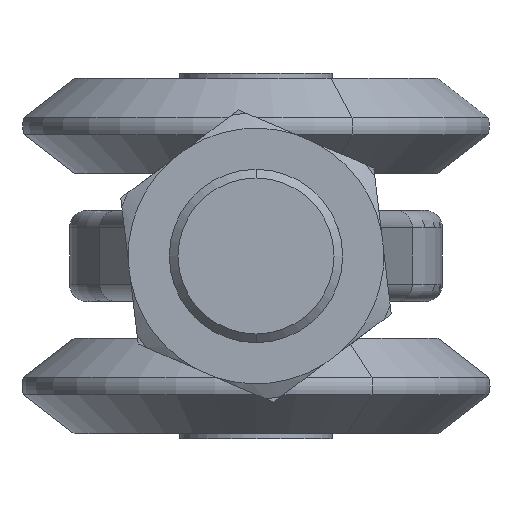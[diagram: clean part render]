
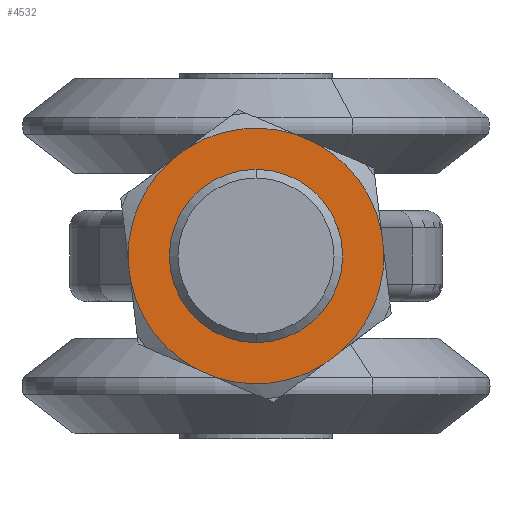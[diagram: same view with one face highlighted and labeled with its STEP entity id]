
A CAD part, front view. The second image highlights one B-rep face of the part: STEP entity #4532.
In plain terms, the highlighted planar face has unit normal (0, -1, 0).
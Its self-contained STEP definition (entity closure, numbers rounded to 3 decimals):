
#66 = CARTESIAN_POINT ( 'NONE',  ( 0., -119.5, 5.25 ) ) ;
#75 = CARTESIAN_POINT ( 'NONE',  ( 4.677, -119.5, 19.239 ) ) ;
#164 = EDGE_CURVE ( 'NONE', #3770, #5562, #3115, .T. ) ;
#179 = AXIS2_PLACEMENT_3D ( 'NONE', #4027, #5499, #6692 ) ;
#180 = AXIS2_PLACEMENT_3D ( 'NONE', #66, #5735, #1504 ) ;
#308 = DIRECTION ( 'NONE',  ( 0., 1., 0. ) ) ;
#419 = DIRECTION ( 'NONE',  ( -0.118, 0., 0.993 ) ) ;
#448 = ORIENTED_EDGE ( 'NONE', *, *, #1933, .F. ) ;
#515 = VECTOR ( 'NONE', #419, 1000. ) ;
#516 = CIRCLE ( 'NONE', #4988, 8.75 ) ;
#575 = ORIENTED_EDGE ( 'NONE', *, *, #4344, .F. ) ;
#678 = DIRECTION ( 'NONE',  ( -0.919, 0., 0.394 ) ) ;
#769 = DIRECTION ( 'NONE',  ( 0.118, 0., -0.993 ) ) ;
#793 = DIRECTION ( 'NONE',  ( 0., -1., 0. ) ) ;
#867 = LINE ( 'NONE', #1965, #515 ) ;
#876 = CARTESIAN_POINT ( 'NONE',  ( 14.453, -119.5, 8.194 ) ) ;
#1037 = CARTESIAN_POINT ( 'NONE',  ( -8.689, -119.5, 4.215 ) ) ;
#1049 = CIRCLE ( 'NONE', #180, 14.75 ) ;
#1070 = VECTOR ( 'NONE', #3151, 1000. ) ;
#1129 = DIRECTION ( 'NONE',  ( 0.919, 0., -0.394 ) ) ;
#1158 = CARTESIAN_POINT ( 'NONE',  ( -14.453, -119.5, 2.306 ) ) ;
#1194 = EDGE_CURVE ( 'NONE', #2851, #2711, #4456, .T. ) ;
#1305 = CARTESIAN_POINT ( 'NONE',  ( 2.008, -119.5, -11.605 ) ) ;
#1345 = ORIENTED_EDGE ( 'NONE', *, *, #3557, .F. ) ;
#1349 = CARTESIAN_POINT ( 'NONE',  ( 13.593, -119.5, 15.416 ) ) ;
#1367 = ORIENTED_EDGE ( 'NONE', *, *, #2425, .T. ) ;
#1430 = ORIENTED_EDGE ( 'NONE', *, *, #3711, .F. ) ;
#1504 = DIRECTION ( 'NONE',  ( 0.993, 0., 0.118 ) ) ;
#1509 = VERTEX_POINT ( 'NONE', #876 ) ;
#1540 = ORIENTED_EDGE ( 'NONE', *, *, #5325, .T. ) ;
#1594 = DIRECTION ( 'NONE',  ( 0., 1., 0. ) ) ;
#1666 = DIRECTION ( 'NONE',  ( 0.993, 0., 0.118 ) ) ;
#1697 = CARTESIAN_POINT ( 'NONE',  ( -14.74, -119.5, 4.716 ) ) ;
#1821 = VECTOR ( 'NONE', #1129, 1000. ) ;
#1830 = ORIENTED_EDGE ( 'NONE', *, *, #1194, .F. ) ;
#1908 = PLANE ( 'NONE',  #6298 ) ;
#1933 = EDGE_CURVE ( 'NONE', #3614, #5562, #2001, .T. ) ;
#1938 = EDGE_LOOP ( 'NONE', ( #1345, #5374, #2538, #6588, #448, #2139, #5125, #1367, #575, #6645, #1430, #1830 ) ) ;
#1965 = CARTESIAN_POINT ( 'NONE',  ( -13.593, -119.5, -4.916 ) ) ;
#1974 = DIRECTION ( 'NONE',  ( 0., 1., 0. ) ) ;
#2001 = LINE ( 'NONE', #4071, #2137 ) ;
#2062 = VERTEX_POINT ( 'NONE', #1037 ) ;
#2113 = CARTESIAN_POINT ( 'NONE',  ( 7.832, -119.5, -7.249 ) ) ;
#2135 = CIRCLE ( 'NONE', #5958, 14.75 ) ;
#2137 = VECTOR ( 'NONE', #3588, 1000. ) ;
#2139 = ORIENTED_EDGE ( 'NONE', *, *, #4121, .T. ) ;
#2425 = EDGE_CURVE ( 'NONE', #2922, #4067, #6467, .T. ) ;
#2496 = CARTESIAN_POINT ( 'NONE',  ( 0., -119.5, 5.25 ) ) ;
#2538 = ORIENTED_EDGE ( 'NONE', *, *, #4176, .F. ) ;
#2670 = VERTEX_POINT ( 'NONE', #1697 ) ;
#2686 = VECTOR ( 'NONE', #678, 1000. ) ;
#2711 = VERTEX_POINT ( 'NONE', #6379 ) ;
#2786 = CARTESIAN_POINT ( 'NONE',  ( -7.832, -119.5, 17.749 ) ) ;
#2815 = DIRECTION ( 'NONE',  ( 0.993, 0., 0.118 ) ) ;
#2851 = VERTEX_POINT ( 'NONE', #6625 ) ;
#2922 = VERTEX_POINT ( 'NONE', #1158 ) ;
#3092 = DIRECTION ( 'NONE',  ( 0., 1., 0. ) ) ;
#3115 = CIRCLE ( 'NONE', #179, 14.75 ) ;
#3151 = DIRECTION ( 'NONE',  ( -0.801, 0., -0.599 ) ) ;
#3332 = AXIS2_PLACEMENT_3D ( 'NONE', #4846, #793, #2815 ) ;
#3376 = LINE ( 'NONE', #1305, #2686 ) ;
#3557 = EDGE_CURVE ( 'NONE', #1509, #2851, #4347, .T. ) ;
#3588 = DIRECTION ( 'NONE',  ( 0.801, 0., 0.599 ) ) ;
#3614 = VERTEX_POINT ( 'NONE', #3842 ) ;
#3629 = EDGE_CURVE ( 'NONE', #2922, #2670, #867, .T. ) ;
#3711 = EDGE_CURVE ( 'NONE', #2711, #4926, #6367, .T. ) ;
#3721 = CARTESIAN_POINT ( 'NONE',  ( -4.677, -119.5, -8.739 ) ) ;
#3770 = VERTEX_POINT ( 'NONE', #75 ) ;
#3804 = VERTEX_POINT ( 'NONE', #6253 ) ;
#3842 = CARTESIAN_POINT ( 'NONE',  ( -9.776, -119.5, 16.295 ) ) ;
#3911 = EDGE_CURVE ( 'NONE', #1509, #3804, #6279, .T. ) ;
#3937 = DIRECTION ( 'NONE',  ( 0.993, 0., 0.118 ) ) ;
#3953 = CARTESIAN_POINT ( 'NONE',  ( 0., -119.5, 5.25 ) ) ;
#4027 = CARTESIAN_POINT ( 'NONE',  ( 0., -119.5, 5.25 ) ) ;
#4067 = VERTEX_POINT ( 'NONE', #5253 ) ;
#4071 = CARTESIAN_POINT ( 'NONE',  ( -15.601, -119.5, 11.939 ) ) ;
#4090 = LINE ( 'NONE', #5806, #1821 ) ;
#4121 = EDGE_CURVE ( 'NONE', #3614, #2670, #1049, .T. ) ;
#4176 = EDGE_CURVE ( 'NONE', #3770, #3804, #4090, .T. ) ;
#4240 = ORIENTED_EDGE ( 'NONE', *, *, #4628, .T. ) ;
#4258 = CARTESIAN_POINT ( 'NONE',  ( 0., -119.5, 5.25 ) ) ;
#4265 = DIRECTION ( 'NONE',  ( 0.993, 0., 0.118 ) ) ;
#4344 = EDGE_CURVE ( 'NONE', #6651, #4067, #3376, .T. ) ;
#4347 = LINE ( 'NONE', #1349, #5540 ) ;
#4456 = CIRCLE ( 'NONE', #5661, 14.75 ) ;
#4532 = ADVANCED_FACE ( 'NONE', ( #5461, #4976 ), #1908, .F. ) ;
#4571 = DIRECTION ( 'NONE',  ( 0., -1., 0. ) ) ;
#4586 = CARTESIAN_POINT ( 'NONE',  ( 0., -119.5, 5.25 ) ) ;
#4623 = DIRECTION ( 'NONE',  ( 0.993, 0., 0.118 ) ) ;
#4628 = EDGE_CURVE ( 'NONE', #5225, #2062, #516, .T. ) ;
#4793 = CARTESIAN_POINT ( 'NONE',  ( 0., -119.5, 5.25 ) ) ;
#4805 = DIRECTION ( 'NONE',  ( 0.993, 0., 0.118 ) ) ;
#4846 = CARTESIAN_POINT ( 'NONE',  ( 0., -119.5, 5.25 ) ) ;
#4926 = VERTEX_POINT ( 'NONE', #2113 ) ;
#4976 = FACE_BOUND ( 'NONE', #5672, .T. ) ;
#4988 = AXIS2_PLACEMENT_3D ( 'NONE', #6656, #3092, #4623 ) ;
#5003 = CARTESIAN_POINT ( 'NONE',  ( 8.689, -119.5, 6.285 ) ) ;
#5125 = ORIENTED_EDGE ( 'NONE', *, *, #3629, .F. ) ;
#5156 = CARTESIAN_POINT ( 'NONE',  ( 15.601, -119.5, -1.439 ) ) ;
#5176 = AXIS2_PLACEMENT_3D ( 'NONE', #4586, #1974, #6133 ) ;
#5225 = VERTEX_POINT ( 'NONE', #5003 ) ;
#5253 = CARTESIAN_POINT ( 'NONE',  ( -6.908, -119.5, -7.782 ) ) ;
#5325 = EDGE_CURVE ( 'NONE', #2062, #5225, #6067, .T. ) ;
#5374 = ORIENTED_EDGE ( 'NONE', *, *, #3911, .T. ) ;
#5461 = FACE_OUTER_BOUND ( 'NONE', #1938, .T. ) ;
#5499 = DIRECTION ( 'NONE',  ( 0., -1., 0. ) ) ;
#5540 = VECTOR ( 'NONE', #769, 1000. ) ;
#5562 = VERTEX_POINT ( 'NONE', #2786 ) ;
#5661 = AXIS2_PLACEMENT_3D ( 'NONE', #4793, #1594, #1666 ) ;
#5672 = EDGE_LOOP ( 'NONE', ( #1540, #4240 ) ) ;
#5735 = DIRECTION ( 'NONE',  ( 0., -1., 0. ) ) ;
#5806 = CARTESIAN_POINT ( 'NONE',  ( -2.008, -119.5, 22.105 ) ) ;
#5958 = AXIS2_PLACEMENT_3D ( 'NONE', #4258, #6359, #4805 ) ;
#6067 = CIRCLE ( 'NONE', #5176, 8.75 ) ;
#6133 = DIRECTION ( 'NONE',  ( 0.993, 0., 0.118 ) ) ;
#6135 = AXIS2_PLACEMENT_3D ( 'NONE', #2496, #4571, #3937 ) ;
#6253 = CARTESIAN_POINT ( 'NONE',  ( 6.908, -119.5, 18.282 ) ) ;
#6279 = CIRCLE ( 'NONE', #3332, 14.75 ) ;
#6298 = AXIS2_PLACEMENT_3D ( 'NONE', #3953, #308, #4265 ) ;
#6321 = EDGE_CURVE ( 'NONE', #6651, #4926, #2135, .T. ) ;
#6359 = DIRECTION ( 'NONE',  ( 0., -1., 0. ) ) ;
#6367 = LINE ( 'NONE', #5156, #1070 ) ;
#6379 = CARTESIAN_POINT ( 'NONE',  ( 9.776, -119.5, -5.795 ) ) ;
#6467 = CIRCLE ( 'NONE', #6135, 14.75 ) ;
#6588 = ORIENTED_EDGE ( 'NONE', *, *, #164, .T. ) ;
#6625 = CARTESIAN_POINT ( 'NONE',  ( 14.74, -119.5, 5.784 ) ) ;
#6645 = ORIENTED_EDGE ( 'NONE', *, *, #6321, .T. ) ;
#6651 = VERTEX_POINT ( 'NONE', #3721 ) ;
#6656 = CARTESIAN_POINT ( 'NONE',  ( 0., -119.5, 5.25 ) ) ;
#6692 = DIRECTION ( 'NONE',  ( 0.993, 0., 0.118 ) ) ;
